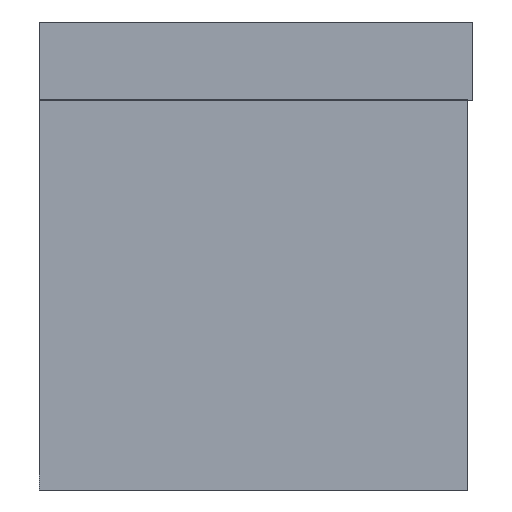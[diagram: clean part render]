
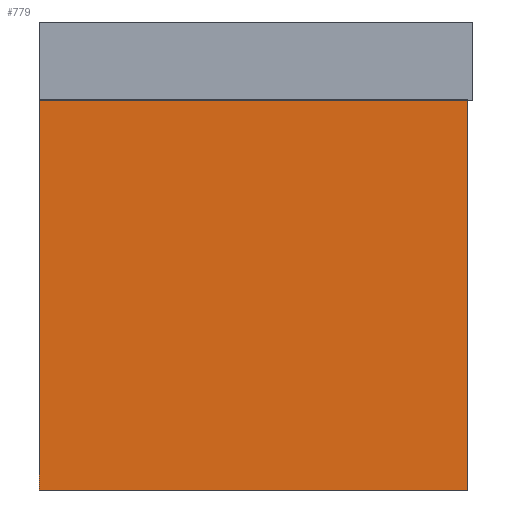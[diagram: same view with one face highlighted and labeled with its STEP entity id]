
A CAD part, left-side view. The second image highlights one B-rep face of the part: STEP entity #779.
In plain terms, the highlighted face is planar.
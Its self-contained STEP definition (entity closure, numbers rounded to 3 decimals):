
#779=ADVANCED_FACE('',(#988),#3741,.T.);
#988=FACE_OUTER_BOUND('',#1198,.T.);
#1198=EDGE_LOOP('',(#2242,#2243,#2244,#2245));
#2242=ORIENTED_EDGE('',*,*,#2891,.F.);
#2243=ORIENTED_EDGE('',*,*,#2892,.F.);
#2244=ORIENTED_EDGE('',*,*,#2893,.F.);
#2245=ORIENTED_EDGE('',*,*,#2890,.F.);
#2890=EDGE_CURVE('',#3638,#3639,#3230,.T.);
#2891=EDGE_CURVE('',#3640,#3638,#3231,.T.);
#2892=EDGE_CURVE('',#3641,#3640,#3232,.T.);
#2893=EDGE_CURVE('',#3639,#3641,#3233,.T.);
#3230=B_SPLINE_CURVE_WITH_KNOTS('',1,(#6418,#6419),.UNSPECIFIED.,.F.,.F.,
(2,2),(-450.,0.),.UNSPECIFIED.);
#3231=B_SPLINE_CURVE_WITH_KNOTS('',1,(#6420,#6421),.UNSPECIFIED.,.F.,.F.,
(2,2),(-494.,0.),.UNSPECIFIED.);
#3232=B_SPLINE_CURVE_WITH_KNOTS('',1,(#6422,#6423),.UNSPECIFIED.,.F.,.F.,
(2,2),(-450.,0.),.UNSPECIFIED.);
#3233=B_SPLINE_CURVE_WITH_KNOTS('',1,(#6424,#6425),.UNSPECIFIED.,.F.,.F.,
(2,2),(-494.,0.),.UNSPECIFIED.);
#3638=VERTEX_POINT('',#6410);
#3639=VERTEX_POINT('',#6411);
#3640=VERTEX_POINT('',#6412);
#3641=VERTEX_POINT('',#6413);
#3741=PLANE('',#4168);
#4168=AXIS2_PLACEMENT_3D('',#6404,#4419,$);
#4419=DIRECTION('',(1.,0.,0.));
#6404=CARTESIAN_POINT('',(8.,270.,-49.4));
#6410=CARTESIAN_POINT('',(8.,225.,0.));
#6411=CARTESIAN_POINT('',(8.,-225.,0.));
#6412=CARTESIAN_POINT('',(8.,225.,494.));
#6413=CARTESIAN_POINT('',(8.,-225.,494.));
#6418=CARTESIAN_POINT('',(8.,225.,0.));
#6419=CARTESIAN_POINT('',(8.,-225.,0.));
#6420=CARTESIAN_POINT('',(8.,225.,494.));
#6421=CARTESIAN_POINT('',(8.,225.,0.));
#6422=CARTESIAN_POINT('',(8.,-225.,494.));
#6423=CARTESIAN_POINT('',(8.,225.,494.));
#6424=CARTESIAN_POINT('',(8.,-225.,0.));
#6425=CARTESIAN_POINT('',(8.,-225.,494.));
